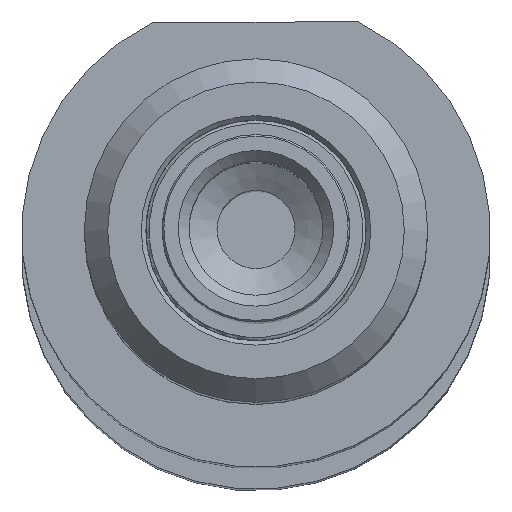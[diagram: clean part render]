
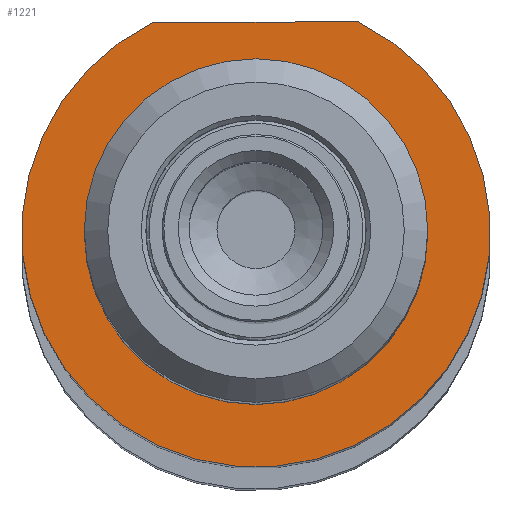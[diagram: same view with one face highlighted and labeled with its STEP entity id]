
A CAD part, front view. The second image highlights one B-rep face of the part: STEP entity #1221.
In plain terms, the highlighted face is planar.
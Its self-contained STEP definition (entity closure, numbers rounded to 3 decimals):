
#141=LINE('',#2140,#159);
#159=VECTOR('',#1723,13.077);
#188=PLANE('',#1462);
#274=FACE_BOUND('',#514,.T.);
#372=FACE_OUTER_BOUND('',#513,.T.);
#513=EDGE_LOOP('',(#1035,#1036));
#514=EDGE_LOOP('',(#1037));
#654=CIRCLE('',#1459,11.);
#655=CIRCLE('',#1461,15.);
#741=VERTEX_POINT('',#2138);
#742=VERTEX_POINT('',#2139);
#754=VERTEX_POINT('',#2178);
#848=EDGE_CURVE('',#741,#742,#141,.T.);
#863=EDGE_CURVE('',#754,#754,#654,.T.);
#864=EDGE_CURVE('',#742,#741,#655,.T.);
#1035=ORIENTED_EDGE('',*,*,#848,.F.);
#1036=ORIENTED_EDGE('',*,*,#864,.F.);
#1037=ORIENTED_EDGE('',*,*,#863,.T.);
#1221=ADVANCED_FACE('',(#372,#274),#188,.T.);
#1459=AXIS2_PLACEMENT_3D('',#2179,#1772,#1773);
#1461=AXIS2_PLACEMENT_3D('',#2181,#1776,#1777);
#1462=AXIS2_PLACEMENT_3D('',#2182,#1778,#1779);
#1723=DIRECTION('',(1.,0.,0.));
#1772=DIRECTION('center_axis',(0.,1.,0.));
#1773=DIRECTION('ref_axis',(0.,0.,1.));
#1776=DIRECTION('center_axis',(0.,1.,0.));
#1777=DIRECTION('ref_axis',(-0.436,0.,0.9));
#1778=DIRECTION('center_axis',(0.,-1.,0.));
#1779=DIRECTION('ref_axis',(0.,0.,-1.));
#2138=CARTESIAN_POINT('',(-6.538,-57.,13.5));
#2139=CARTESIAN_POINT('',(6.538,-57.,13.5));
#2140=CARTESIAN_POINT('',(-6.538,-57.,13.5));
#2178=CARTESIAN_POINT('',(0.,-57.,11.));
#2179=CARTESIAN_POINT('Origin',(0.,-57.,0.));
#2181=CARTESIAN_POINT('Origin',(0.,-57.,0.));
#2182=CARTESIAN_POINT('Origin',(0.,-57.,1.083));
